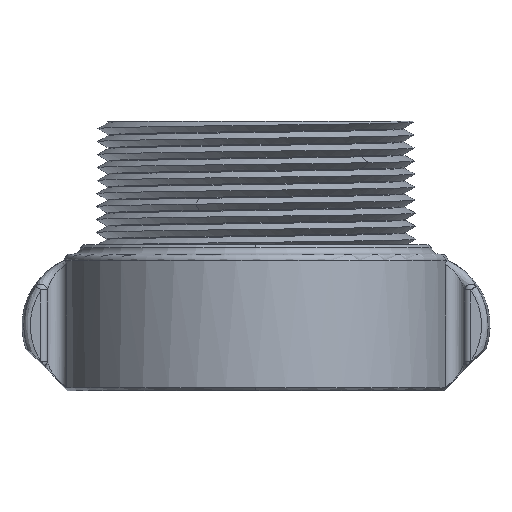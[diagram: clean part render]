
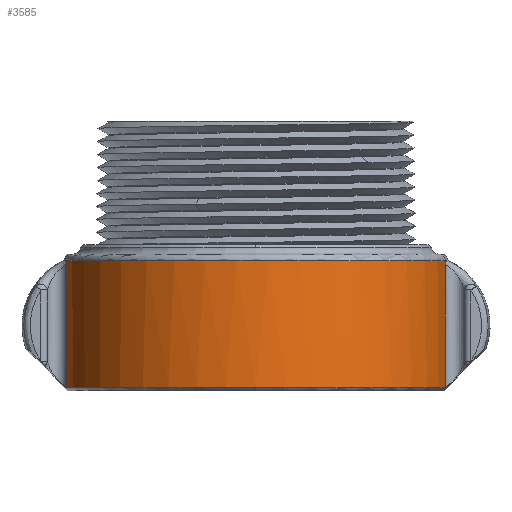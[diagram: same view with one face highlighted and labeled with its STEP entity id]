
A CAD part, left-side view. The second image highlights one B-rep face of the part: STEP entity #3585.
In plain terms, the highlighted cylindrical face has radius 46.831 mm (diameter 93.662 mm), a partial arc.
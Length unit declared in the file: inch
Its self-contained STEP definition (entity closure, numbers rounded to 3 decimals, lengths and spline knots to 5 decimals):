
#1=CARTESIAN_POINT('',(0.,0.,0.091));
#2=DIRECTION('',(0.,0.,-1.));
#3=DIRECTION('',(-0.153,-0.988,0.));
#4=AXIS2_PLACEMENT_3D('',#1,#2,#3);
#6=CARTESIAN_POINT('',(0.,0.,0.091));
#7=DIRECTION('',(0.,0.,-1.));
#8=DIRECTION('',(-1.,0.,0.));
#9=AXIS2_PLACEMENT_3D('',#6,#7,#8);
#11=DIRECTION('',(0.,0.,-1.));
#12=VECTOR('',#11,1.17041);
#13=CARTESIAN_POINT('',(-0.29755,1.81958,1.27269));
#14=LINE('',#13,#12);
#15=CARTESIAN_POINT('',(0.,0.,1.312));
#16=DIRECTION('',(0.,0.,1.));
#17=DIRECTION('',(-0.121,0.993,0.));
#18=AXIS2_PLACEMENT_3D('',#15,#16,#17);
#20=CARTESIAN_POINT('',(0.,0.,1.312));
#21=DIRECTION('',(0.,0.,-1.));
#22=DIRECTION('',(-0.121,-0.993,0.));
#23=AXIS2_PLACEMENT_3D('',#20,#21,#22);
#25=DIRECTION('',(0.,0.,-1.));
#26=VECTOR('',#25,1.17038);
#27=CARTESIAN_POINT('',(-0.29755,-1.81958,1.27269));
#28=LINE('',#27,#26);
#72=CARTESIAN_POINT('',(-0.28293,-1.82191,0.091));
#73=CARTESIAN_POINT('',(-0.2853,-1.82154,
0.09274));
#74=CARTESIAN_POINT('',(-0.28984,-1.82083,
0.09634));
#75=CARTESIAN_POINT('',(-0.29517,-1.81996,
0.10029));
#76=CARTESIAN_POINT('',(-0.29755,-1.81958,
0.10231));
#94=CARTESIAN_POINT('',(-0.29755,-1.81958,1.27269));
#100=CARTESIAN_POINT('',(-0.29755,-1.81958,
0.10231));
#118=CARTESIAN_POINT('',(-0.22375,-1.83012,1.312));
#124=CARTESIAN_POINT('',(-0.29755,-1.81958,
1.27269));
#125=CARTESIAN_POINT('',(-0.2894,-1.82089,
1.27964));
#126=CARTESIAN_POINT('',(-0.27256,-1.82356,
1.29194));
#127=CARTESIAN_POINT('',(-0.24805,-1.82704,
1.30512));
#128=CARTESIAN_POINT('',(-0.2318,-1.82914,
1.31026));
#129=CARTESIAN_POINT('',(-0.22375,-1.83012,1.312));
#3074=CARTESIAN_POINT('',(-0.29755,1.81958,
0.10228));
#3080=CARTESIAN_POINT('',(-0.29755,1.81958,
1.27269));
#3118=CARTESIAN_POINT('',(-0.29755,1.81958,
0.10228));
#3119=CARTESIAN_POINT('',(-0.29518,1.81996,
0.10027));
#3120=CARTESIAN_POINT('',(-0.28982,1.82084,
0.09633));
#3121=CARTESIAN_POINT('',(-0.28529,1.82155,
0.09274));
#3122=CARTESIAN_POINT('',(-0.28293,1.82191,0.091));
#3152=CARTESIAN_POINT('',(-0.22375,1.83012,1.312));
#3154=CARTESIAN_POINT('',(-0.22375,1.83012,1.312));
#3155=CARTESIAN_POINT('',(-0.2318,1.82914,
1.31026));
#3156=CARTESIAN_POINT('',(-0.24804,1.82704,
1.30512));
#3157=CARTESIAN_POINT('',(-0.27256,1.82356,
1.29194));
#3158=CARTESIAN_POINT('',(-0.28939,1.82089,
1.27964));
#3159=CARTESIAN_POINT('',(-0.29755,1.81958,
1.27269));
#3350=VERTEX_POINT('',#3074);
#3353=VERTEX_POINT('',#3080);
#3362=VERTEX_POINT('',#94);
#3365=VERTEX_POINT('',#100);
#3379=VERTEX_POINT('',#3152);
#3382=VERTEX_POINT('',#118);
#3383=CARTESIAN_POINT('',(-0.29738,-1.81961,1.312));
#3384=VERTEX_POINT('',#3383);
#3518=CARTESIAN_POINT('',(-0.28293,-1.82191,0.091));
#3519=CARTESIAN_POINT('',(-1.84375,0.,0.091));
#3520=VERTEX_POINT('',#3518);
#3521=VERTEX_POINT('',#3519);
#3526=CARTESIAN_POINT('',(-0.28293,1.82191,0.091));
#3527=VERTEX_POINT('',#3526);
#3558=CARTESIAN_POINT('',(0.,0.,2.82188));
#3559=DIRECTION('',(0.,0.,-1.));
#3560=DIRECTION('',(0.,-1.,0.));
#3561=AXIS2_PLACEMENT_3D('',#3558,#3559,#3560);
#3562=CYLINDRICAL_SURFACE('',#3561,1.84375);
#3564=ORIENTED_EDGE('',*,*,#3563,.T.);
#3566=ORIENTED_EDGE('',*,*,#3565,.T.);
#3568=ORIENTED_EDGE('',*,*,#3567,.F.);
#3570=ORIENTED_EDGE('',*,*,#3569,.F.);
#3572=ORIENTED_EDGE('',*,*,#3571,.F.);
#3574=ORIENTED_EDGE('',*,*,#3573,.T.);
#3576=ORIENTED_EDGE('',*,*,#3575,.F.);
#3578=ORIENTED_EDGE('',*,*,#3577,.F.);
#3580=ORIENTED_EDGE('',*,*,#3579,.T.);
#3582=ORIENTED_EDGE('',*,*,#3581,.F.);
#3583=EDGE_LOOP('',(#3564,#3566,#3568,#3570,#3572,#3574,#3576,#3578,#3580,
#3582));
#3584=FACE_OUTER_BOUND('',#3583,.F.);
#5=CIRCLE('',#4,1.84375);
#10=CIRCLE('',#9,1.84375);
#19=CIRCLE('',#18,1.84375);
#24=CIRCLE('',#23,1.84375);
#77=B_SPLINE_CURVE_WITH_KNOTS('',3,(#72,#73,#74,#75,#76),.UNSPECIFIED.,.F.,.F.,(
4,1,4),(0.,0.5,1.),.UNSPECIFIED.);
#130=B_SPLINE_CURVE_WITH_KNOTS('',3,(#124,#125,#126,#127,#128,#129),
.UNSPECIFIED.,.F.,.F.,(4,1,1,4),(0.,0.33333,0.66667,1.),
.UNSPECIFIED.);
#3123=B_SPLINE_CURVE_WITH_KNOTS('',3,(#3118,#3119,#3120,#3121,#3122),
.UNSPECIFIED.,.F.,.F.,(4,1,4),(0.,0.5,1.),.UNSPECIFIED.);
#3160=B_SPLINE_CURVE_WITH_KNOTS('',3,(#3154,#3155,#3156,#3157,#3158,#3159),
.UNSPECIFIED.,.F.,.F.,(4,1,1,4),(0.,0.33333,0.66667,1.),
.UNSPECIFIED.);
#3563=EDGE_CURVE('',#3520,#3521,#5,.T.);
#3565=EDGE_CURVE('',#3521,#3527,#10,.T.);
#3567=EDGE_CURVE('',#3350,#3527,#3123,.T.);
#3569=EDGE_CURVE('',#3353,#3350,#14,.T.);
#3571=EDGE_CURVE('',#3379,#3353,#3160,.T.);
#3573=EDGE_CURVE('',#3379,#3384,#19,.T.);
#3575=EDGE_CURVE('',#3382,#3384,#24,.T.);
#3577=EDGE_CURVE('',#3362,#3382,#130,.T.);
#3579=EDGE_CURVE('',#3362,#3365,#28,.T.);
#3581=EDGE_CURVE('',#3520,#3365,#77,.T.);
#3585=ADVANCED_FACE('',(#3584),#3562,.T.);
